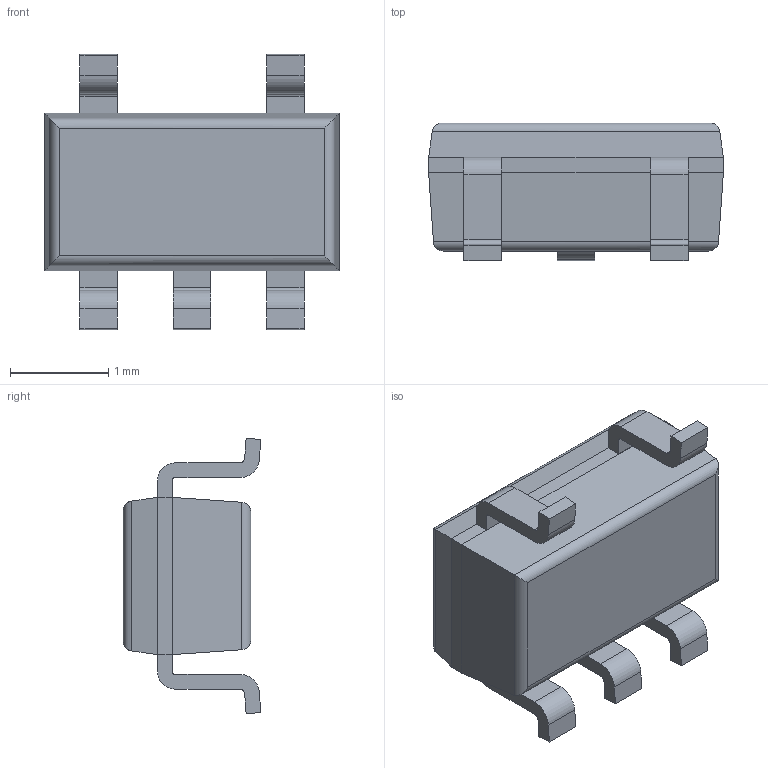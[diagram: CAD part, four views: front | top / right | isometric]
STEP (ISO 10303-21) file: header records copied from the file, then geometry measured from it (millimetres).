
FILE_DESCRIPTION(('FreeCAD Model'),'2;1');
FILE_NAME('Open CASCADE Shape Model','2024-01-13T15:50:22',( 'kicad StepUp'),('ksu MCAD'),'Open CASCADE STEP processor 7.6', 'FreeCAD','Unknown');
FILE_SCHEMA(('AUTOMOTIVE_DESIGN { 1 0 10303 214 1 1 1 1 }'));
Length unit declared in the file: millimetre
Products named in the file (8): AP2112K-3.3TRG008; AP2112K-3.3TRG1; AP2112K-3.3TRG002; AP2112K-3.3TRG003; AP2112K-3.3TRG004; AP2112K-3.3TRG005; AP2112K-3.3TRG006; AP2112K-3.3TRG007
Assembly tree (7 placements, depth 2):
  AP2112K-3.3TRG008
    AP2112K-3.3TRG1
    AP2112K-3.3TRG002
    AP2112K-3.3TRG003
    AP2112K-3.3TRG004
    AP2112K-3.3TRG005
    AP2112K-3.3TRG006
    AP2112K-3.3TRG007
Bounding box: 3 x 1.4 x 2.8 mm (x, y, z)
Volume: 6.3 mm3; surface area: 27.9 mm2
Topology: 7 solids, 7 shells, 99 faces, 236 edges, 152 vertices
Faces by surface type: plane 67, cylinder 32
Entity records: 3028 total; most frequent: CARTESIAN_POINT 519, DIRECTION 490, ORIENTED_EDGE 472, EDGE_CURVE 236, LINE 180, VECTOR 180, AXIS2_PLACEMENT_3D 155, VERTEX_POINT 152
